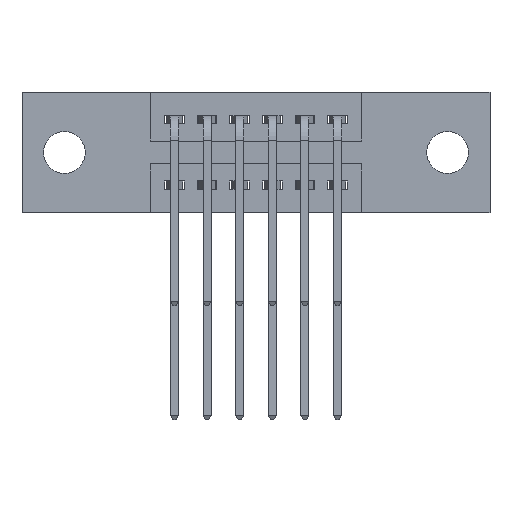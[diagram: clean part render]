
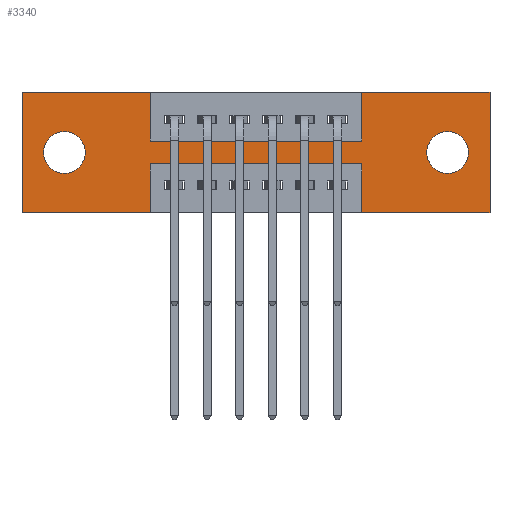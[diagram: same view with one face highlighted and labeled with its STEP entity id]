
A CAD part, front view. The second image highlights one B-rep face of the part: STEP entity #3340.
In plain terms, the highlighted planar face has unit normal (0, -1, 0).
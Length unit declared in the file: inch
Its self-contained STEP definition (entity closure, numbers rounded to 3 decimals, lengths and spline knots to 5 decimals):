
#35 = FACE_BOUND ( 'NONE', #7719, .T. ) ;
#312 = DIRECTION ( 'NONE',  ( 0., 0., 1. ) ) ;
#349 = CARTESIAN_POINT ( 'NONE',  ( 1.435, 0., -0.37 ) ) ;
#381 = CARTESIAN_POINT ( 'NONE',  ( 1.0425, 0., -0.37 ) ) ;
#408 = CARTESIAN_POINT ( 'NONE',  ( 1.305, 0., -0.185 ) ) ;
#537 = EDGE_CURVE ( 'NONE', #6932, #6637, #7220, .T. ) ;
#576 = ORIENTED_EDGE ( 'NONE', *, *, #5465, .F. ) ;
#656 = VERTEX_POINT ( 'NONE', #8994 ) ;
#749 = DIRECTION ( 'NONE',  ( 1., 0., 0. ) ) ;
#845 = DIRECTION ( 'NONE',  ( 1., 0., 0. ) ) ;
#998 = DIRECTION ( 'NONE',  ( 0., 0., -1. ) ) ;
#1027 = EDGE_CURVE ( 'NONE', #1516, #656, #9802, .T. ) ;
#1139 = DIRECTION ( 'NONE',  ( -1., 0., 0. ) ) ;
#1202 = CIRCLE ( 'NONE', #1727, 0.064 ) ;
#1378 = EDGE_CURVE ( 'NONE', #656, #6933, #6941, .T. ) ;
#1513 = FACE_OUTER_BOUND ( 'NONE', #8198, .T. ) ;
#1516 = VERTEX_POINT ( 'NONE', #349 ) ;
#1636 = VERTEX_POINT ( 'NONE', #6788 ) ;
#1675 = AXIS2_PLACEMENT_3D ( 'NONE', #1729, #7743, #2570 ) ;
#1727 = AXIS2_PLACEMENT_3D ( 'NONE', #408, #9913, #8189 ) ;
#1729 = CARTESIAN_POINT ( 'NONE',  ( 1.305, 0., -0.185 ) ) ;
#1783 = ORIENTED_EDGE ( 'NONE', *, *, #5786, .F. ) ;
#1807 = VERTEX_POINT ( 'NONE', #8187 ) ;
#1851 = LINE ( 'NONE', #3177, #3603 ) ;
#1924 = ORIENTED_EDGE ( 'NONE', *, *, #6368, .F. ) ;
#1984 = VERTEX_POINT ( 'NONE', #7205 ) ;
#2034 = VERTEX_POINT ( 'NONE', #7092 ) ;
#2113 = AXIS2_PLACEMENT_3D ( 'NONE', #9468, #8758, #4307 ) ;
#2270 = DIRECTION ( 'NONE',  ( 0., 0., -1. ) ) ;
#2318 = EDGE_CURVE ( 'NONE', #1636, #2824, #10057, .T. ) ;
#2457 = VERTEX_POINT ( 'NONE', #9520 ) ;
#2530 = DIRECTION ( 'NONE',  ( 1., 0., 0. ) ) ;
#2570 = DIRECTION ( 'NONE',  ( 0., 0., -1. ) ) ;
#2824 = VERTEX_POINT ( 'NONE', #7331 ) ;
#2939 = VECTOR ( 'NONE', #5227, 39.37008 ) ;
#2952 = CARTESIAN_POINT ( 'NONE',  ( 0., 0., 0. ) ) ;
#2956 = CARTESIAN_POINT ( 'NONE',  ( 1.0425, 0., 0. ) ) ;
#2975 = VERTEX_POINT ( 'NONE', #6014 ) ;
#3165 = AXIS2_PLACEMENT_3D ( 'NONE', #8803, #8654, #7036 ) ;
#3177 = CARTESIAN_POINT ( 'NONE',  ( 0.3925, 0., -0.37 ) ) ;
#3215 = VECTOR ( 'NONE', #7281, 39.37008 ) ;
#3340 = ADVANCED_FACE ( 'NONE', ( #4073, #35, #1513 ), #6309, .T. ) ;
#3446 = CARTESIAN_POINT ( 'NONE',  ( 0.3925, 0., -0.15 ) ) ;
#3508 = VECTOR ( 'NONE', #4089, 39.37008 ) ;
#3587 = VECTOR ( 'NONE', #3720, 39.37008 ) ;
#3603 = VECTOR ( 'NONE', #2270, 39.37008 ) ;
#3629 = ORIENTED_EDGE ( 'NONE', *, *, #1378, .F. ) ;
#3650 = CARTESIAN_POINT ( 'NONE',  ( 0., 0., 0. ) ) ;
#3662 = CARTESIAN_POINT ( 'NONE',  ( 1.305, 0., -0.121 ) ) ;
#3687 = CARTESIAN_POINT ( 'NONE',  ( 0.3925, 0., -0.15 ) ) ;
#3720 = DIRECTION ( 'NONE',  ( -1., 0., 0. ) ) ;
#3754 = VECTOR ( 'NONE', #2530, 39.37008 ) ;
#3907 = LINE ( 'NONE', #2956, #3508 ) ;
#4073 = FACE_BOUND ( 'NONE', #6008, .T. ) ;
#4089 = DIRECTION ( 'NONE',  ( 0., 0., 1. ) ) ;
#4307 = DIRECTION ( 'NONE',  ( 0., 0., 1. ) ) ;
#4396 = VECTOR ( 'NONE', #312, 39.37008 ) ;
#4620 = EDGE_CURVE ( 'NONE', #2457, #2034, #3907, .T. ) ;
#4641 = EDGE_CURVE ( 'NONE', #7535, #2457, #7133, .T. ) ;
#4666 = CARTESIAN_POINT ( 'NONE',  ( 0., 0., -0.37 ) ) ;
#4703 = LINE ( 'NONE', #7802, #3754 ) ;
#4844 = EDGE_CURVE ( 'NONE', #1984, #7535, #9317, .T. ) ;
#4959 = ORIENTED_EDGE ( 'NONE', *, *, #537, .F. ) ;
#4970 = CARTESIAN_POINT ( 'NONE',  ( 0., 0., -0.37 ) ) ;
#5126 = VECTOR ( 'NONE', #7629, 39.37008 ) ;
#5208 = EDGE_CURVE ( 'NONE', #2975, #6439, #1202, .T. ) ;
#5227 = DIRECTION ( 'NONE',  ( 0., 0., -1. ) ) ;
#5336 = DIRECTION ( 'NONE',  ( 0., -1., 0. ) ) ;
#5423 = ORIENTED_EDGE ( 'NONE', *, *, #1027, .F. ) ;
#5465 = EDGE_CURVE ( 'NONE', #1807, #1516, #5927, .T. ) ;
#5473 = ORIENTED_EDGE ( 'NONE', *, *, #4641, .F. ) ;
#5499 = CIRCLE ( 'NONE', #3165, 0.064 ) ;
#5522 = EDGE_CURVE ( 'NONE', #6933, #5777, #6716, .T. ) ;
#5582 = CARTESIAN_POINT ( 'NONE',  ( 0.3925, 0., -0.37 ) ) ;
#5777 = VERTEX_POINT ( 'NONE', #9546 ) ;
#5786 = EDGE_CURVE ( 'NONE', #7438, #1984, #4703, .T. ) ;
#5899 = CARTESIAN_POINT ( 'NONE',  ( 0., 0., 0. ) ) ;
#5927 = LINE ( 'NONE', #6024, #2939 ) ;
#5985 = CARTESIAN_POINT ( 'NONE',  ( 0.3925, 0., -0.22 ) ) ;
#5989 = ORIENTED_EDGE ( 'NONE', *, *, #5522, .F. ) ;
#6008 = EDGE_LOOP ( 'NONE', ( #6023, #8919 ) ) ;
#6014 = CARTESIAN_POINT ( 'NONE',  ( 1.305, 0., -0.249 ) ) ;
#6023 = ORIENTED_EDGE ( 'NONE', *, *, #7874, .T. ) ;
#6024 = CARTESIAN_POINT ( 'NONE',  ( 1.435, 0., 0. ) ) ;
#6261 = CARTESIAN_POINT ( 'NONE',  ( 0., 0., -0.37 ) ) ;
#6309 = PLANE ( 'NONE',  #9943 ) ;
#6368 = EDGE_CURVE ( 'NONE', #2034, #1807, #7912, .T. ) ;
#6398 = ORIENTED_EDGE ( 'NONE', *, *, #9462, .F. ) ;
#6414 = EDGE_CURVE ( 'NONE', #2824, #1636, #5499, .T. ) ;
#6439 = VERTEX_POINT ( 'NONE', #3662 ) ;
#6637 = VERTEX_POINT ( 'NONE', #4970 ) ;
#6693 = VECTOR ( 'NONE', #1139, 39.37008 ) ;
#6716 = LINE ( 'NONE', #5985, #5126 ) ;
#6788 = CARTESIAN_POINT ( 'NONE',  ( 0.13, 0., -0.121 ) ) ;
#6851 = LINE ( 'NONE', #2952, #3215 ) ;
#6932 = VERTEX_POINT ( 'NONE', #5582 ) ;
#6933 = VERTEX_POINT ( 'NONE', #10705 ) ;
#6941 = LINE ( 'NONE', #381, #4396 ) ;
#7036 = DIRECTION ( 'NONE',  ( 0., 0., 1. ) ) ;
#7092 = CARTESIAN_POINT ( 'NONE',  ( 1.0425, 0., 0. ) ) ;
#7133 = LINE ( 'NONE', #3446, #10970 ) ;
#7205 = CARTESIAN_POINT ( 'NONE',  ( 0.3925, 0., 0. ) ) ;
#7220 = LINE ( 'NONE', #6261, #6693 ) ;
#7281 = DIRECTION ( 'NONE',  ( 0., 0., 1. ) ) ;
#7331 = CARTESIAN_POINT ( 'NONE',  ( 0.13, 0., -0.249 ) ) ;
#7438 = VERTEX_POINT ( 'NONE', #3650 ) ;
#7489 = ORIENTED_EDGE ( 'NONE', *, *, #4844, .F. ) ;
#7535 = VERTEX_POINT ( 'NONE', #3687 ) ;
#7629 = DIRECTION ( 'NONE',  ( -1., 0., 0. ) ) ;
#7719 = EDGE_LOOP ( 'NONE', ( #9729, #9850 ) ) ;
#7743 = DIRECTION ( 'NONE',  ( 0., 1., 0. ) ) ;
#7802 = CARTESIAN_POINT ( 'NONE',  ( 0., 0., 0. ) ) ;
#7874 = EDGE_CURVE ( 'NONE', #6439, #2975, #8899, .T. ) ;
#7912 = LINE ( 'NONE', #5899, #9137 ) ;
#8187 = CARTESIAN_POINT ( 'NONE',  ( 1.435, 0., 0. ) ) ;
#8189 = DIRECTION ( 'NONE',  ( 0., 0., -1. ) ) ;
#8198 = EDGE_LOOP ( 'NONE', ( #9421, #5989, #3629, #5423, #576, #1924, #9171, #5473, #7489, #1783, #6398, #4959 ) ) ;
#8654 = DIRECTION ( 'NONE',  ( 0., 1., 0. ) ) ;
#8758 = DIRECTION ( 'NONE',  ( 0., 1., 0. ) ) ;
#8803 = CARTESIAN_POINT ( 'NONE',  ( 0.13, 0., -0.185 ) ) ;
#8886 = CARTESIAN_POINT ( 'NONE',  ( 0., 0., -0.37 ) ) ;
#8899 = CIRCLE ( 'NONE', #1675, 0.064 ) ;
#8919 = ORIENTED_EDGE ( 'NONE', *, *, #5208, .T. ) ;
#8994 = CARTESIAN_POINT ( 'NONE',  ( 1.0425, 0., -0.37 ) ) ;
#9137 = VECTOR ( 'NONE', #749, 39.37008 ) ;
#9171 = ORIENTED_EDGE ( 'NONE', *, *, #4620, .F. ) ;
#9317 = LINE ( 'NONE', #9535, #9852 ) ;
#9421 = ORIENTED_EDGE ( 'NONE', *, *, #10083, .F. ) ;
#9462 = EDGE_CURVE ( 'NONE', #6637, #7438, #6851, .T. ) ;
#9468 = CARTESIAN_POINT ( 'NONE',  ( 0.13, 0., -0.185 ) ) ;
#9520 = CARTESIAN_POINT ( 'NONE',  ( 1.0425, 0., -0.15 ) ) ;
#9535 = CARTESIAN_POINT ( 'NONE',  ( 0.3925, 0., 0. ) ) ;
#9546 = CARTESIAN_POINT ( 'NONE',  ( 0.3925, 0., -0.22 ) ) ;
#9575 = DIRECTION ( 'NONE',  ( 0., 0., -1. ) ) ;
#9729 = ORIENTED_EDGE ( 'NONE', *, *, #2318, .T. ) ;
#9802 = LINE ( 'NONE', #4666, #3587 ) ;
#9850 = ORIENTED_EDGE ( 'NONE', *, *, #6414, .T. ) ;
#9852 = VECTOR ( 'NONE', #9575, 39.37008 ) ;
#9913 = DIRECTION ( 'NONE',  ( 0., 1., 0. ) ) ;
#9943 = AXIS2_PLACEMENT_3D ( 'NONE', #8886, #5336, #998 ) ;
#10057 = CIRCLE ( 'NONE', #2113, 0.064 ) ;
#10083 = EDGE_CURVE ( 'NONE', #5777, #6932, #1851, .T. ) ;
#10705 = CARTESIAN_POINT ( 'NONE',  ( 1.0425, 0., -0.22 ) ) ;
#10970 = VECTOR ( 'NONE', #845, 39.37008 ) ;
